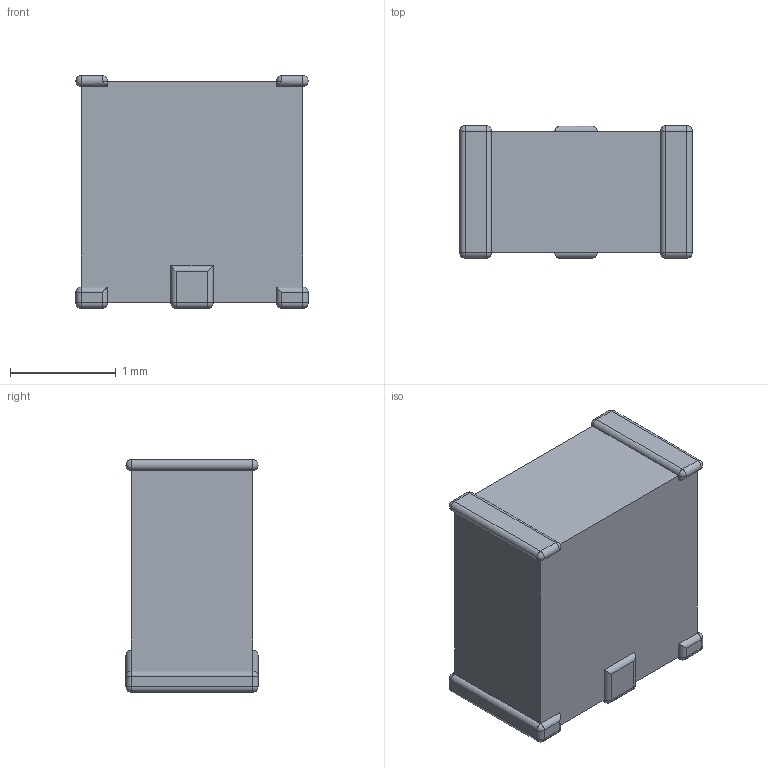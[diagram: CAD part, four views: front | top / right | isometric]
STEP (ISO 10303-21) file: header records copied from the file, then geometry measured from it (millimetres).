
FILE_DESCRIPTION((''),'2;1');
FILE_NAME('CAPC_TDK_MEM2012T.stp','2013-06-05T10:22:34',(''),(''),'Mechanical Desktop 2011','Mechanical Desktop 2011',', , ');
FILE_SCHEMA(('AUTOMOTIVE_DESIGN { 1 2 10303 214 1 1 1 1 }'));
Length unit declared in the file: millimetre
Products named in the file (1): Product
Bounding box: 2.2 x 1.25 x 2.2 mm (x, y, z)
Volume: 5.2 mm3; surface area: 25.4 mm2
Topology: 6 solids, 6 shells, 110 faces, 246 edges, 120 vertices
Faces by surface type: cylinder 44, plane 42, sphere 24
Entity records: 2801 total; most frequent: DIRECTION 520, CARTESIAN_POINT 449, ORIENTED_EDGE 436, EDGE_CURVE 218, AXIS2_PLACEMENT_3D 191, VECTOR 138, LINE 138, VERTEX_POINT 120
